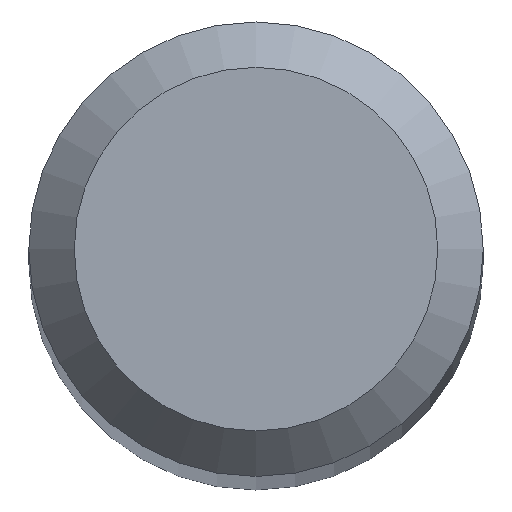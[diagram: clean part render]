
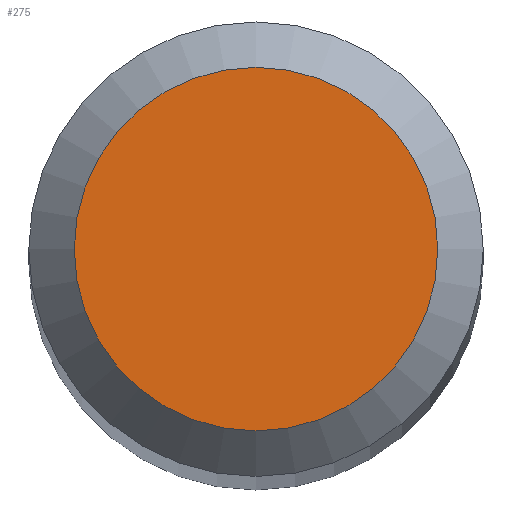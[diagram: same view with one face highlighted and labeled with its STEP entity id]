
A CAD part, top view. The second image highlights one B-rep face of the part: STEP entity #275.
In plain terms, the highlighted planar face has unit normal (0, 0, 1).
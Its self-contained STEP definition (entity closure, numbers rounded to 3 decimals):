
#6 = EDGE_CURVE ( 'NONE', #115, #115, #294, .T. ) ;
#18 = DIRECTION ( 'NONE',  ( 0., 1., 0. ) ) ;
#29 = DIRECTION ( 'NONE',  ( 0., 0., -1. ) ) ;
#67 = PLANE ( 'NONE',  #123 ) ;
#115 = VERTEX_POINT ( 'NONE', #237 ) ;
#120 = FACE_OUTER_BOUND ( 'NONE', #213, .T. ) ;
#123 = AXIS2_PLACEMENT_3D ( 'NONE', #212, #194, #18 ) ;
#161 = AXIS2_PLACEMENT_3D ( 'NONE', #206, #29, #225 ) ;
#168 = ORIENTED_EDGE ( 'NONE', *, *, #6, .F. ) ;
#194 = DIRECTION ( 'NONE',  ( 0., 0., -1. ) ) ;
#206 = CARTESIAN_POINT ( 'NONE',  ( 0., 0., 30. ) ) ;
#212 = CARTESIAN_POINT ( 'NONE',  ( 0., 0., 30. ) ) ;
#213 = EDGE_LOOP ( 'NONE', ( #168 ) ) ;
#225 = DIRECTION ( 'NONE',  ( 0., 1., 0. ) ) ;
#237 = CARTESIAN_POINT ( 'NONE',  ( 0., 0.6, 30. ) ) ;
#275 = ADVANCED_FACE ( 'NONE', ( #120 ), #67, .F. ) ;
#294 = CIRCLE ( 'NONE', #161, 0.6 ) ;
